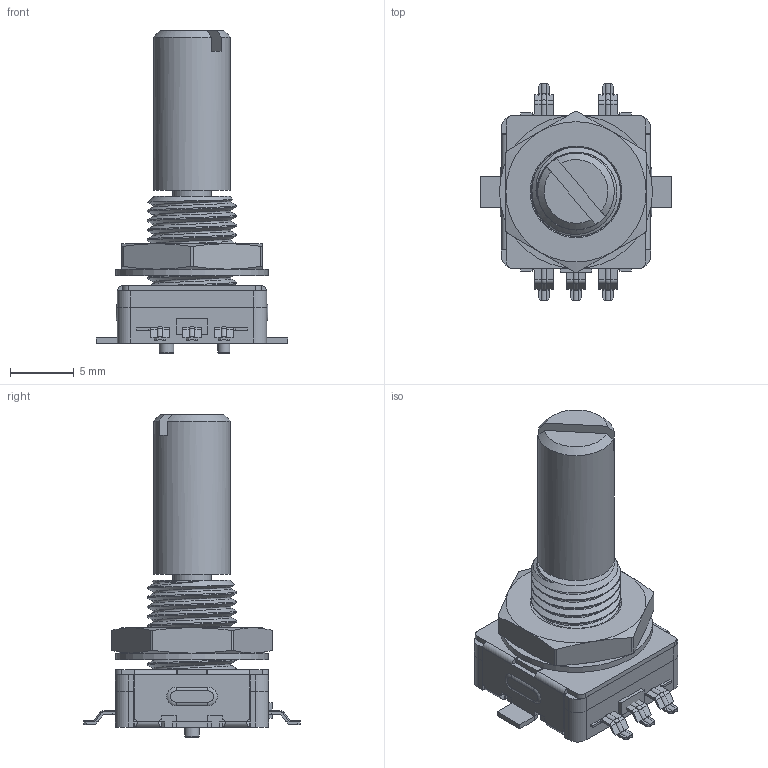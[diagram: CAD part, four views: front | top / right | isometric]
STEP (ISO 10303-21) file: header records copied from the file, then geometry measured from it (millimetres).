
FILE_DESCRIPTION(('STEP AP214'), '1');
FILE_NAME('EC11-SMD', '', ('UNSPECIFIED'), ('UNSPECIFIED'), 'ASCON STEP Converter 1.6', 'ASCON Math Kernel', '');
FILE_SCHEMA(('AUTOMOTIVE_DESIGN { 1 0 10303 214 3 1 1}'));
Length unit declared in the file: millimetre
Products named in the file (4): ?C11-SMD-20R; Lb7 TH; 20R; EC11-Housing-SMD
Assembly tree (3 placements, depth 2):
  ?C11-SMD-20R
    Lb7 TH
    20R
    EC11-Housing-SMD
Bounding box: 15 x 17 x 25.3 mm (x, y, z)
Volume: 1383.1 mm3; surface area: 2320.7 mm2
Topology: 11 solids, 11 shells, 518 faces, 1296 edges, 799 vertices
Faces by surface type: plane 303, cylinder 149, torus 35, cone 17, bspline 14
Full cylindrical faces by diameter (mm): 0.95 x1, 1.15 x1, 3 x2, 6 x1, 7.2 x1, 12 x1
Entity records: 30533 total; most frequent: CARTESIAN_POINT 13843, ORIENTED_EDGE 2544, DIRECTION 2538, EDGE_CURVE 1272, LINE 860, VECTOR 860, AXIS2_PLACEMENT_3D 839, VERTEX_POINT 795
